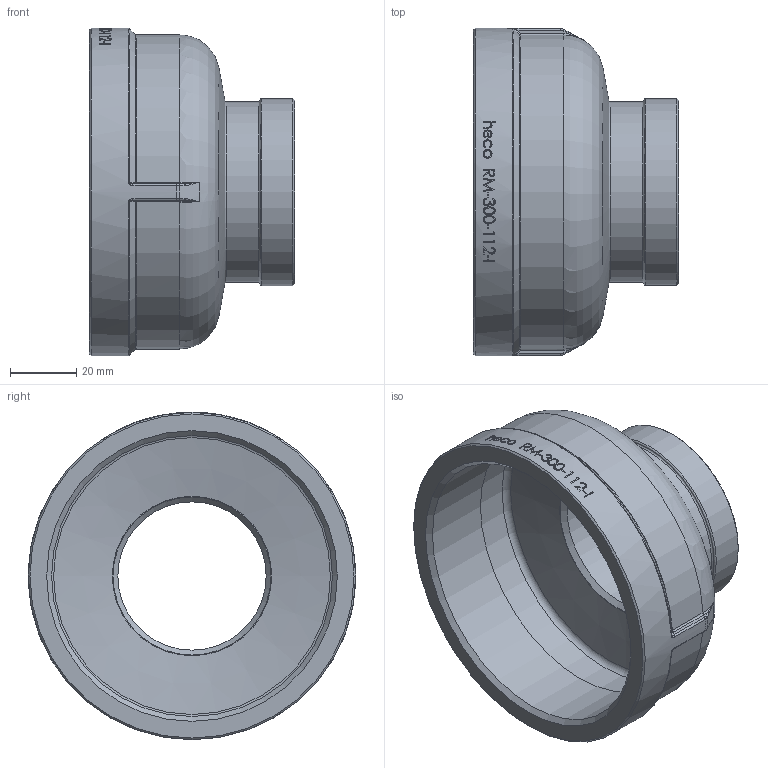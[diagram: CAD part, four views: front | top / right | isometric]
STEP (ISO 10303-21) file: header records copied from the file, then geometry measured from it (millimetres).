
FILE_DESCRIPTION (( 'STEP AP214' ), '1' );
FILE_NAME ('heco_RM-300-112-I Reduziermuffe 2305.STEP', '2023-05-12T09:09:17', ( '' ), ( '' ), 'SwSTEP 2.0', 'SolidWorks 2019', '' );
FILE_SCHEMA (( 'AUTOMOTIVE_DESIGN' ));
Length unit declared in the file: millimetre
Products named in the file (1): heco_RM-300-112-I Reduziermuffe 2305
Bounding box: 62 x 99 x 99.01 mm (x, y, z)
Volume: 86559.2 mm3; surface area: 38677.4 mm2
Topology: 1 solids, 1 shells, 248 faces, 620 edges, 397 vertices
Faces by surface type: bspline 120, plane 64, cylinder 37, torus 12, cone 11, sphere 4
Full cylindrical faces by diameter (mm): 44.845 x1, 54.6 x1, 56.6 x1, 84.926 x1, 87 x1, 99 x1
Entity records: 22570 total; most frequent: CARTESIAN_POINT 15900, ORIENTED_EDGE 1186, DIRECTION 611, EDGE_CURVE 593, VERTEX_POINT 389, B_SPLINE_CURVE_WITH_KNOTS 367, EDGE_LOOP 290, FACE_OUTER_BOUND 258
